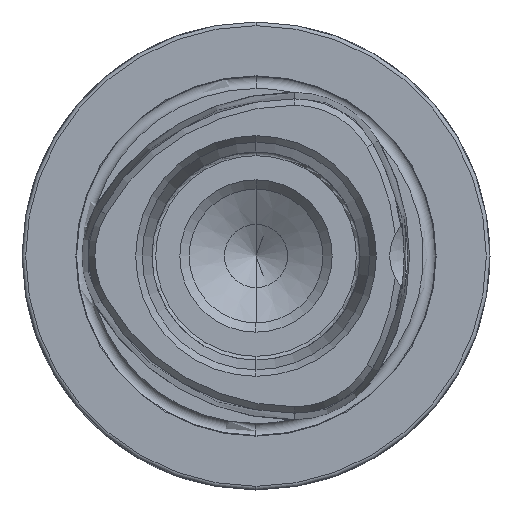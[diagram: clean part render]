
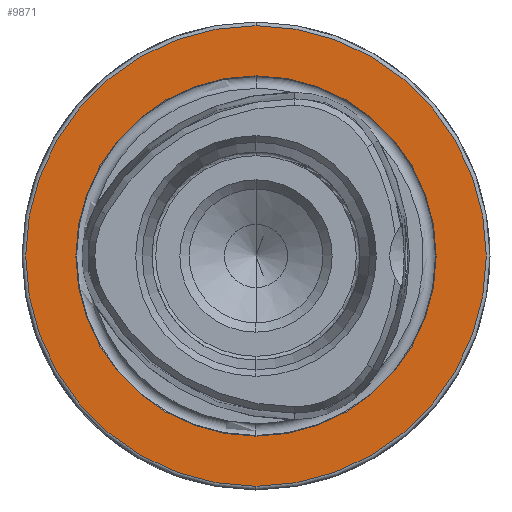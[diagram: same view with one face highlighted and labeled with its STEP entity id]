
A CAD part, left-side view. The second image highlights one B-rep face of the part: STEP entity #9871.
In plain terms, the highlighted planar face has unit normal (-1, 0, 0).
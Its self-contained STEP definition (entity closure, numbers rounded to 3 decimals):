
#690 = ORIENTED_EDGE ( 'NONE', *, *, #3983, .F. ) ;
#691 = ORIENTED_EDGE ( 'NONE', *, *, #4381, .F. ) ;
#692 = ORIENTED_EDGE ( 'NONE', *, *, #4377, .T. ) ;
#693 = ORIENTED_EDGE ( 'NONE', *, *, #3982, .T. ) ;
#1898 = CIRCLE ( 'NONE', #4652, 31. ) ;
#1899 = CIRCLE ( 'NONE', #4653, 24.25 ) ;
#2238 = CARTESIAN_POINT ( 'NONE',  ( 0., 0., 0. ) ) ;
#2239 = DIRECTION ( 'NONE',  ( -1., 0., 0. ) ) ;
#2240 = DIRECTION ( 'NONE',  ( 0., 0., 1. ) ) ;
#2242 = CARTESIAN_POINT ( 'NONE',  ( 0., 0., 0. ) ) ;
#2243 = DIRECTION ( 'NONE',  ( -1., 0., 0. ) ) ;
#2244 = DIRECTION ( 'NONE',  ( 0., 0., 1. ) ) ;
#3396 = AXIS2_PLACEMENT_3D ( 'NONE', #5376, #5381, #5382 ) ;
#3982 = EDGE_CURVE ( 'NONE', #9378, #9380, #1898, .T. ) ;
#3983 = EDGE_CURVE ( 'NONE', #9376, #9379, #1899, .T. ) ;
#4377 = EDGE_CURVE ( 'NONE', #9380, #9378, #6126, .T. ) ;
#4381 = EDGE_CURVE ( 'NONE', #9379, #9376, #6131, .T. ) ;
#4652 = AXIS2_PLACEMENT_3D ( 'NONE', #2238, #2239, #2240 ) ;
#4653 = AXIS2_PLACEMENT_3D ( 'NONE', #2242, #2243, #2244 ) ;
#4823 = AXIS2_PLACEMENT_3D ( 'NONE', #6931, #6932, #6933 ) ;
#4826 = AXIS2_PLACEMENT_3D ( 'NONE', #6945, #6946, #6947 ) ;
#5181 = CARTESIAN_POINT ( 'NONE',  ( 0., 0., -31. ) ) ;
#5182 = CARTESIAN_POINT ( 'NONE',  ( 0., 0., 31. ) ) ;
#5185 = CARTESIAN_POINT ( 'NONE',  ( 0., 0., 24.25 ) ) ;
#5188 = CARTESIAN_POINT ( 'NONE',  ( 0., 0., -24.25 ) ) ;
#5376 = CARTESIAN_POINT ( 'NONE',  ( 0., 24.25, 0. ) ) ;
#5379 = PLANE ( 'NONE',  #3396 ) ;
#5381 = DIRECTION ( 'NONE',  ( 1., 0., 0. ) ) ;
#5382 = DIRECTION ( 'NONE',  ( 0., 0., -1. ) ) ;
#6126 = CIRCLE ( 'NONE', #4823, 31. ) ;
#6131 = CIRCLE ( 'NONE', #4826, 24.25 ) ;
#6931 = CARTESIAN_POINT ( 'NONE',  ( 0., 0., 0. ) ) ;
#6932 = DIRECTION ( 'NONE',  ( -1., 0., 0. ) ) ;
#6933 = DIRECTION ( 'NONE',  ( 0., 0., 1. ) ) ;
#6945 = CARTESIAN_POINT ( 'NONE',  ( 0., 0., 0. ) ) ;
#6946 = DIRECTION ( 'NONE',  ( -1., 0., 0. ) ) ;
#6947 = DIRECTION ( 'NONE',  ( 0., 0., 1. ) ) ;
#8183 = FACE_BOUND ( 'NONE', #9017, .T. ) ;
#8193 = FACE_OUTER_BOUND ( 'NONE', #9016, .T. ) ;
#9016 = EDGE_LOOP ( 'NONE', ( #692, #693 ) ) ;
#9017 = EDGE_LOOP ( 'NONE', ( #690, #691 ) ) ;
#9376 = VERTEX_POINT ( 'NONE', #5185 ) ;
#9378 = VERTEX_POINT ( 'NONE', #5181 ) ;
#9379 = VERTEX_POINT ( 'NONE', #5188 ) ;
#9380 = VERTEX_POINT ( 'NONE', #5182 ) ;
#9871 = ADVANCED_FACE ( 'NONE', ( #8183, #8193 ), #5379, .F. ) ;
